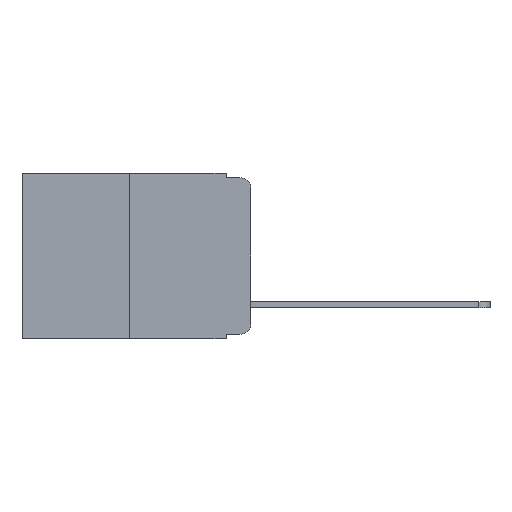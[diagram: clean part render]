
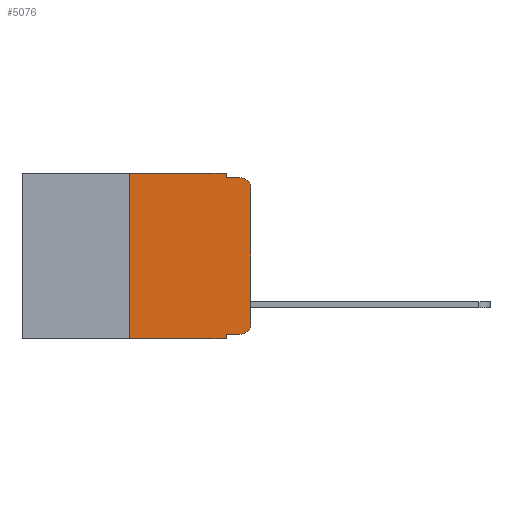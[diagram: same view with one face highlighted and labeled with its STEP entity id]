
A CAD part, left-side view. The second image highlights one B-rep face of the part: STEP entity #5076.
In plain terms, the highlighted planar face has unit normal (-1, 0, 0).
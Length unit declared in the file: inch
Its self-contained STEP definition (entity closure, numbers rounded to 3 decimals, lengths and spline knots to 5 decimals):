
#70 = DIRECTION ( 'NONE',  ( 0., 0., -1. ) ) ;
#94 = VERTEX_POINT ( 'NONE', #11050 ) ;
#243 = AXIS2_PLACEMENT_3D ( 'NONE', #11525, #5426, #12448 ) ;
#488 = ORIENTED_EDGE ( 'NONE', *, *, #5513, .T. ) ;
#551 = CARTESIAN_POINT ( 'NONE',  ( 0., 0.051, 0. ) ) ;
#627 = EDGE_CURVE ( 'NONE', #9186, #11699, #9095, .T. ) ;
#944 = VERTEX_POINT ( 'NONE', #9870 ) ;
#1181 = DIRECTION ( 'NONE',  ( 0., 0., -1. ) ) ;
#1248 = ORIENTED_EDGE ( 'NONE', *, *, #4781, .T. ) ;
#1253 = VECTOR ( 'NONE', #3759, 39.37008 ) ;
#1633 = ORIENTED_EDGE ( 'NONE', *, *, #4515, .F. ) ;
#1884 = EDGE_CURVE ( 'NONE', #11699, #7619, #11066, .T. ) ;
#1905 = VERTEX_POINT ( 'NONE', #6461 ) ;
#1923 = VERTEX_POINT ( 'NONE', #3461 ) ;
#1939 = CARTESIAN_POINT ( 'NONE',  ( 0., 0.473, 0. ) ) ;
#2021 = DIRECTION ( 'NONE',  ( 0., 0., 1. ) ) ;
#2740 = CIRCLE ( 'NONE', #243, 0.02 ) ;
#2772 = VECTOR ( 'NONE', #8605, 39.37008 ) ;
#2797 = VECTOR ( 'NONE', #4664, 39.37008 ) ;
#2817 = ORIENTED_EDGE ( 'NONE', *, *, #1884, .F. ) ;
#2916 = VECTOR ( 'NONE', #13083, 39.37008 ) ;
#3294 = CARTESIAN_POINT ( 'NONE',  ( 0., 0.25, 0. ) ) ;
#3386 = CARTESIAN_POINT ( 'NONE',  ( 0., 0.051, 0. ) ) ;
#3401 = CARTESIAN_POINT ( 'NONE',  ( 0., 0.473, 0. ) ) ;
#3461 = CARTESIAN_POINT ( 'NONE',  ( 0., 0.051, -0.333 ) ) ;
#3539 = AXIS2_PLACEMENT_3D ( 'NONE', #1939, #5191, #12249 ) ;
#3724 = ORIENTED_EDGE ( 'NONE', *, *, #627, .F. ) ;
#3759 = DIRECTION ( 'NONE',  ( 0., -1., 0. ) ) ;
#4112 = LINE ( 'NONE', #3386, #9366 ) ;
#4138 = PLANE ( 'NONE',  #3539 ) ;
#4514 = AXIS2_PLACEMENT_3D ( 'NONE', #12627, #6748, #70 ) ;
#4515 = EDGE_CURVE ( 'NONE', #7619, #9240, #8749, .T. ) ;
#4664 = DIRECTION ( 'NONE',  ( 0., 0., -1. ) ) ;
#4781 = EDGE_CURVE ( 'NONE', #7778, #9240, #9221, .T. ) ;
#5076 = ADVANCED_FACE ( 'NONE', ( #11343 ), #4138, .F. ) ;
#5191 = DIRECTION ( 'NONE',  ( 1., 0., 0. ) ) ;
#5231 = CARTESIAN_POINT ( 'NONE',  ( 0., 0.051, 0. ) ) ;
#5426 = DIRECTION ( 'NONE',  ( -1., 0., 0. ) ) ;
#5456 = ORIENTED_EDGE ( 'NONE', *, *, #9275, .F. ) ;
#5513 = EDGE_CURVE ( 'NONE', #944, #7778, #13363, .T. ) ;
#5843 = ORIENTED_EDGE ( 'NONE', *, *, #9457, .T. ) ;
#6367 = CARTESIAN_POINT ( 'NONE',  ( 0., 0.25, 0. ) ) ;
#6389 = VECTOR ( 'NONE', #9596, 39.37008 ) ;
#6461 = CARTESIAN_POINT ( 'NONE',  ( 0., 0.02, -0.333 ) ) ;
#6748 = DIRECTION ( 'NONE',  ( -1., 0., 0. ) ) ;
#6912 = DIRECTION ( 'NONE',  ( 0., -1., 0. ) ) ;
#6998 = CARTESIAN_POINT ( 'NONE',  ( 0., 0.473, -0.343 ) ) ;
#7042 = LINE ( 'NONE', #6998, #1253 ) ;
#7233 = ORIENTED_EDGE ( 'NONE', *, *, #9890, .T. ) ;
#7306 = EDGE_LOOP ( 'NONE', ( #488, #1248, #1633, #2817, #3724, #8824, #9872, #5456, #5843, #7233 ) ) ;
#7601 = CARTESIAN_POINT ( 'NONE',  ( 0., 0.25, -0.343 ) ) ;
#7619 = VERTEX_POINT ( 'NONE', #7909 ) ;
#7778 = VERTEX_POINT ( 'NONE', #12008 ) ;
#7909 = CARTESIAN_POINT ( 'NONE',  ( 0., 0.051, -0.01 ) ) ;
#8080 = EDGE_CURVE ( 'NONE', #12081, #9186, #10962, .T. ) ;
#8275 = CARTESIAN_POINT ( 'NONE',  ( 0., 0., 0. ) ) ;
#8605 = DIRECTION ( 'NONE',  ( 0., -1., 0. ) ) ;
#8749 = LINE ( 'NONE', #13395, #2772 ) ;
#8824 = ORIENTED_EDGE ( 'NONE', *, *, #8080, .F. ) ;
#9095 = LINE ( 'NONE', #3401, #6389 ) ;
#9186 = VERTEX_POINT ( 'NONE', #3294 ) ;
#9221 = CIRCLE ( 'NONE', #4514, 0.02 ) ;
#9240 = VERTEX_POINT ( 'NONE', #11618 ) ;
#9275 = EDGE_CURVE ( 'NONE', #1923, #94, #4112, .T. ) ;
#9366 = VECTOR ( 'NONE', #1181, 39.37008 ) ;
#9457 = EDGE_CURVE ( 'NONE', #1923, #1905, #9855, .T. ) ;
#9596 = DIRECTION ( 'NONE',  ( 0., -1., 0. ) ) ;
#9855 = LINE ( 'NONE', #9952, #10139 ) ;
#9870 = CARTESIAN_POINT ( 'NONE',  ( 0., 0., -0.313 ) ) ;
#9872 = ORIENTED_EDGE ( 'NONE', *, *, #13440, .T. ) ;
#9890 = EDGE_CURVE ( 'NONE', #1905, #944, #2740, .T. ) ;
#9952 = CARTESIAN_POINT ( 'NONE',  ( 0., 0.051, -0.333 ) ) ;
#10139 = VECTOR ( 'NONE', #6912, 39.37008 ) ;
#10663 = VECTOR ( 'NONE', #2021, 39.37008 ) ;
#10962 = LINE ( 'NONE', #6367, #10663 ) ;
#11050 = CARTESIAN_POINT ( 'NONE',  ( 0., 0.051, -0.343 ) ) ;
#11066 = LINE ( 'NONE', #5231, #2797 ) ;
#11343 = FACE_OUTER_BOUND ( 'NONE', #7306, .T. ) ;
#11525 = CARTESIAN_POINT ( 'NONE',  ( 0., 0.02, -0.313 ) ) ;
#11618 = CARTESIAN_POINT ( 'NONE',  ( 0., 0.02, -0.01 ) ) ;
#11699 = VERTEX_POINT ( 'NONE', #551 ) ;
#12008 = CARTESIAN_POINT ( 'NONE',  ( 0., 0., -0.03 ) ) ;
#12081 = VERTEX_POINT ( 'NONE', #7601 ) ;
#12249 = DIRECTION ( 'NONE',  ( 0., 0., -1. ) ) ;
#12448 = DIRECTION ( 'NONE',  ( 0., 0., -1. ) ) ;
#12627 = CARTESIAN_POINT ( 'NONE',  ( 0., 0.02, -0.03 ) ) ;
#13083 = DIRECTION ( 'NONE',  ( 0., 0., 1. ) ) ;
#13363 = LINE ( 'NONE', #8275, #2916 ) ;
#13395 = CARTESIAN_POINT ( 'NONE',  ( 0., 0.051, -0.01 ) ) ;
#13440 = EDGE_CURVE ( 'NONE', #12081, #94, #7042, .T. ) ;
